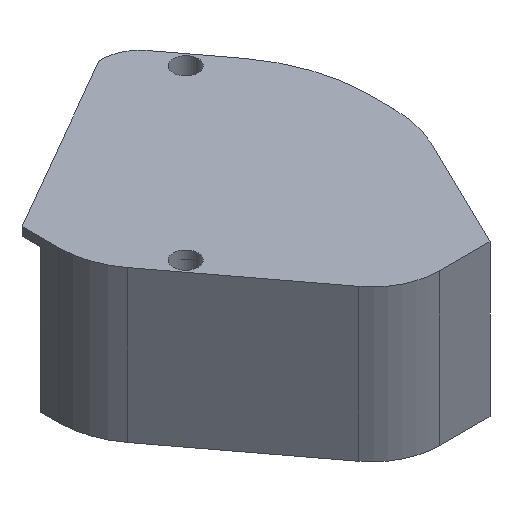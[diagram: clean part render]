
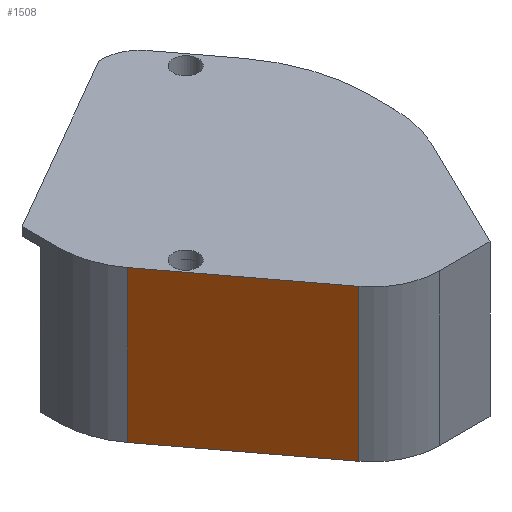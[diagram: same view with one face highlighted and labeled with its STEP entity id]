
A CAD part, isometric view. The second image highlights one B-rep face of the part: STEP entity #1508.
In plain terms, the highlighted planar face has unit normal (-0.799, -0.602, 0).
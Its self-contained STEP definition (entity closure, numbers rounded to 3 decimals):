
#126 = PLANE('',#127);
#127 = AXIS2_PLACEMENT_3D('',#128,#129,#130);
#128 = CARTESIAN_POINT('',(4.424,-50.354,36.));
#129 = DIRECTION('',(-0.,-0.,-1.));
#130 = DIRECTION('',(0.,-1.,0.));
#483 = VERTEX_POINT('',#484);
#484 = CARTESIAN_POINT('',(-4.806,-85.829,36.));
#503 = CYLINDRICAL_SURFACE('',#504,16.);
#504 = AXIS2_PLACEMENT_3D('',#505,#506,#507);
#505 = CARTESIAN_POINT('',(7.972,-76.2,36.));
#506 = DIRECTION('',(0.,0.,1.));
#507 = DIRECTION('',(1.,0.,0.));
#515 = EDGE_CURVE('',#516,#483,#518,.T.);
#516 = VERTEX_POINT('',#517);
#517 = CARTESIAN_POINT('',(-28.423,-54.488,36.));
#518 = SURFACE_CURVE('',#519,(#523,#530),.PCURVE_S1.);
#519 = LINE('',#520,#521);
#520 = CARTESIAN_POINT('',(-28.423,-54.488,36.));
#521 = VECTOR('',#522,1.);
#522 = DIRECTION('',(0.602,-0.799,0.));
#523 = PCURVE('',#126,#524);
#524 = DEFINITIONAL_REPRESENTATION('',(#525),#529);
#525 = LINE('',#526,#527);
#526 = CARTESIAN_POINT('',(4.133,32.847));
#527 = VECTOR('',#528,1.);
#528 = DIRECTION('',(0.799,-0.602));
#529 = ( GEOMETRIC_REPRESENTATION_CONTEXT(2) 
PARAMETRIC_REPRESENTATION_CONTEXT() REPRESENTATION_CONTEXT('2D SPACE',''
  ) );
#530 = PCURVE('',#531,#536);
#531 = PLANE('',#532);
#532 = AXIS2_PLACEMENT_3D('',#533,#534,#535);
#533 = CARTESIAN_POINT('',(-28.423,-54.488,36.));
#534 = DIRECTION('',(-0.799,-0.602,0.));
#535 = DIRECTION('',(0.602,-0.799,0.));
#536 = DEFINITIONAL_REPRESENTATION('',(#537),#541);
#537 = LINE('',#538,#539);
#538 = CARTESIAN_POINT('',(0.,0.));
#539 = VECTOR('',#540,1.);
#540 = DIRECTION('',(1.,0.));
#541 = ( GEOMETRIC_REPRESENTATION_CONTEXT(2) 
PARAMETRIC_REPRESENTATION_CONTEXT() REPRESENTATION_CONTEXT('2D SPACE',''
  ) );
#564 = CYLINDRICAL_SURFACE('',#565,20.5);
#565 = AXIS2_PLACEMENT_3D('',#566,#567,#568);
#566 = CARTESIAN_POINT('',(-12.051,-42.15,36.));
#567 = DIRECTION('',(0.,0.,1.));
#568 = DIRECTION('',(1.,0.,0.));
#1302 = PLANE('',#1303);
#1303 = AXIS2_PLACEMENT_3D('',#1304,#1305,#1306);
#1304 = CARTESIAN_POINT('',(4.424,-50.354,
    0.));
#1305 = DIRECTION('',(-0.,-0.,-1.));
#1306 = DIRECTION('',(0.,-1.,0.));
#1411 = VERTEX_POINT('',#1412);
#1412 = CARTESIAN_POINT('',(-28.423,-54.488,0.));
#1438 = EDGE_CURVE('',#516,#1411,#1439,.T.);
#1439 = SURFACE_CURVE('',#1440,(#1444,#1451),.PCURVE_S1.);
#1440 = LINE('',#1441,#1442);
#1441 = CARTESIAN_POINT('',(-28.423,-54.488,36.));
#1442 = VECTOR('',#1443,1.);
#1443 = DIRECTION('',(-0.,-0.,-1.));
#1444 = PCURVE('',#564,#1445);
#1445 = DEFINITIONAL_REPRESENTATION('',(#1446),#1450);
#1446 = LINE('',#1447,#1448);
#1447 = CARTESIAN_POINT('',(3.787,0.));
#1448 = VECTOR('',#1449,1.);
#1449 = DIRECTION('',(0.,-1.));
#1450 = ( GEOMETRIC_REPRESENTATION_CONTEXT(2) 
PARAMETRIC_REPRESENTATION_CONTEXT() REPRESENTATION_CONTEXT('2D SPACE',''
  ) );
#1451 = PCURVE('',#531,#1452);
#1452 = DEFINITIONAL_REPRESENTATION('',(#1453),#1457);
#1453 = LINE('',#1454,#1455);
#1454 = CARTESIAN_POINT('',(0.,0.));
#1455 = VECTOR('',#1456,1.);
#1456 = DIRECTION('',(0.,-1.));
#1457 = ( GEOMETRIC_REPRESENTATION_CONTEXT(2) 
PARAMETRIC_REPRESENTATION_CONTEXT() REPRESENTATION_CONTEXT('2D SPACE',''
  ) );
#1508 = ADVANCED_FACE('',(#1509),#531,.T.);
#1509 = FACE_BOUND('',#1510,.T.);
#1510 = EDGE_LOOP('',(#1511,#1512,#1535,#1556));
#1511 = ORIENTED_EDGE('',*,*,#1438,.T.);
#1512 = ORIENTED_EDGE('',*,*,#1513,.T.);
#1513 = EDGE_CURVE('',#1411,#1514,#1516,.T.);
#1514 = VERTEX_POINT('',#1515);
#1515 = CARTESIAN_POINT('',(-4.806,-85.829,0.));
#1516 = SURFACE_CURVE('',#1517,(#1521,#1528),.PCURVE_S1.);
#1517 = LINE('',#1518,#1519);
#1518 = CARTESIAN_POINT('',(-28.423,-54.488,0.));
#1519 = VECTOR('',#1520,1.);
#1520 = DIRECTION('',(0.602,-0.799,0.));
#1521 = PCURVE('',#531,#1522);
#1522 = DEFINITIONAL_REPRESENTATION('',(#1523),#1527);
#1523 = LINE('',#1524,#1525);
#1524 = CARTESIAN_POINT('',(0.,-36.));
#1525 = VECTOR('',#1526,1.);
#1526 = DIRECTION('',(1.,0.));
#1527 = ( GEOMETRIC_REPRESENTATION_CONTEXT(2) 
PARAMETRIC_REPRESENTATION_CONTEXT() REPRESENTATION_CONTEXT('2D SPACE',''
  ) );
#1528 = PCURVE('',#1302,#1529);
#1529 = DEFINITIONAL_REPRESENTATION('',(#1530),#1534);
#1530 = LINE('',#1531,#1532);
#1531 = CARTESIAN_POINT('',(4.133,32.847));
#1532 = VECTOR('',#1533,1.);
#1533 = DIRECTION('',(0.799,-0.602));
#1534 = ( GEOMETRIC_REPRESENTATION_CONTEXT(2) 
PARAMETRIC_REPRESENTATION_CONTEXT() REPRESENTATION_CONTEXT('2D SPACE',''
  ) );
#1535 = ORIENTED_EDGE('',*,*,#1536,.F.);
#1536 = EDGE_CURVE('',#483,#1514,#1537,.T.);
#1537 = SURFACE_CURVE('',#1538,(#1542,#1549),.PCURVE_S1.);
#1538 = LINE('',#1539,#1540);
#1539 = CARTESIAN_POINT('',(-4.806,-85.829,36.));
#1540 = VECTOR('',#1541,1.);
#1541 = DIRECTION('',(-0.,-0.,-1.));
#1542 = PCURVE('',#531,#1543);
#1543 = DEFINITIONAL_REPRESENTATION('',(#1544),#1548);
#1544 = LINE('',#1545,#1546);
#1545 = CARTESIAN_POINT('',(39.244,0.));
#1546 = VECTOR('',#1547,1.);
#1547 = DIRECTION('',(0.,-1.));
#1548 = ( GEOMETRIC_REPRESENTATION_CONTEXT(2) 
PARAMETRIC_REPRESENTATION_CONTEXT() REPRESENTATION_CONTEXT('2D SPACE',''
  ) );
#1549 = PCURVE('',#503,#1550);
#1550 = DEFINITIONAL_REPRESENTATION('',(#1551),#1555);
#1551 = LINE('',#1552,#1553);
#1552 = CARTESIAN_POINT('',(3.787,0.));
#1553 = VECTOR('',#1554,1.);
#1554 = DIRECTION('',(0.,-1.));
#1555 = ( GEOMETRIC_REPRESENTATION_CONTEXT(2) 
PARAMETRIC_REPRESENTATION_CONTEXT() REPRESENTATION_CONTEXT('2D SPACE',''
  ) );
#1556 = ORIENTED_EDGE('',*,*,#515,.F.);
